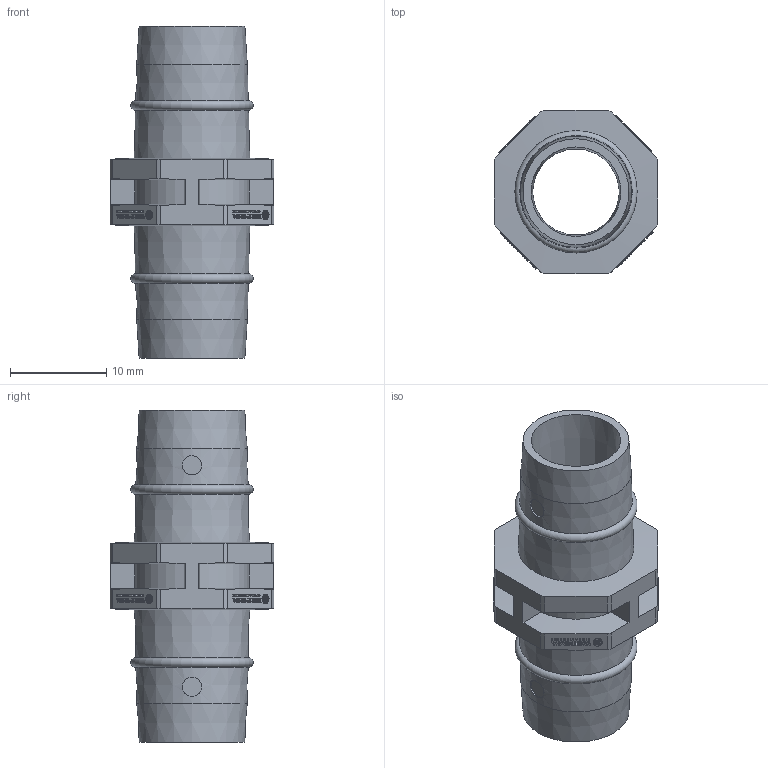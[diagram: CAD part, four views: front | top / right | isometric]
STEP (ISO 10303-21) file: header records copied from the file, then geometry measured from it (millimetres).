
FILE_DESCRIPTION(/* description */ ('Customer part'),/* implementation_level */ '2;1');
FILE_NAME(/* name */ '800000010412_PRT_000.step',/* time_stamp */ '2018-07-16T18:30:01+02:00',/* author */ ('IMPORT'),/* organization */ ('WERMA Signaltechnik GmbH+Co.KG'),/* preprocessor_version */ 'ST-DEVELOPER v17',/* originating_system */ 'Autodesk Inventor 2018',/* authorisation */ 'public');
FILE_SCHEMA (('AUTOMOTIVE_DESIGN { 1 0 10303 214 3 1 1 }'));
Length unit declared in the file: millimetre
Products named in the file (1): 800000010412
Bounding box: 17 x 17 x 34.5 mm (x, y, z)
Volume: 2040.9 mm3; surface area: 2966.3 mm2
Topology: 1 solids, 1 shells, 1002 faces, 2719 edges, 1813 vertices
Faces by surface type: plane 780, cylinder 170, bspline 32, cone 18, torus 2
Full cylindrical faces by diameter (mm): 2 x2
Entity records: 35297 total; most frequent: CARTESIAN_POINT 8867, ORIENTED_EDGE 5438, DIRECTION 4960, EDGE_CURVE 2719, LINE 2232, VECTOR 2232, VERTEX_POINT 1813, AXIS2_PLACEMENT_3D 1364
